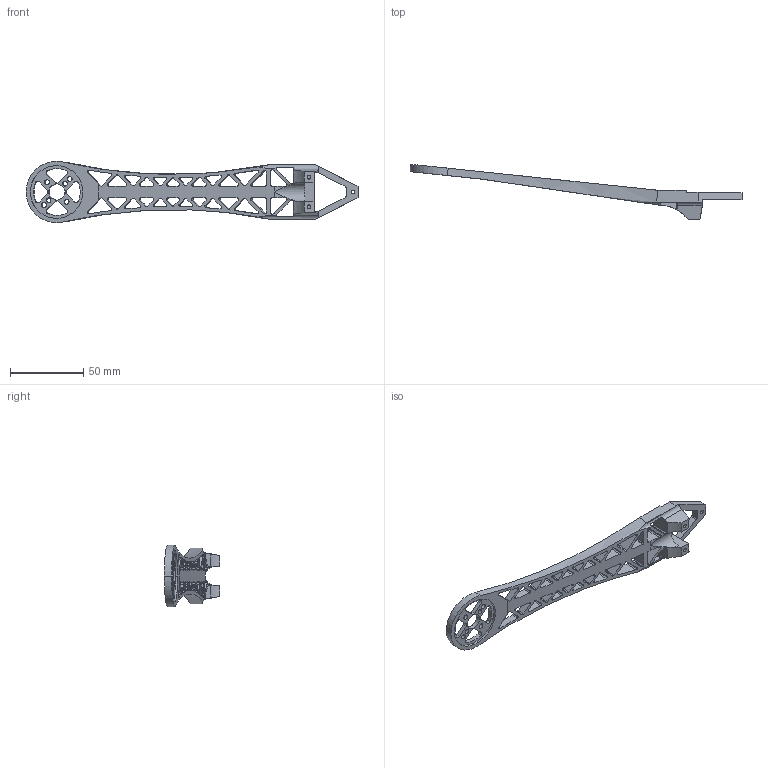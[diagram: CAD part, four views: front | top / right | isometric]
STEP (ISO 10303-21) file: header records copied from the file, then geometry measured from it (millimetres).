
FILE_DESCRIPTION (( 'STEP AP203' ), '1' );
FILE_NAME ('Arm_Predeterminado_sldprt.STEP', '2022-06-23T14:41:56', ( '' ), ( '' ), 'SwSTEP 2.0', 'SolidWorks 2020', '' );
FILE_SCHEMA (( 'CONFIG_CONTROL_DESIGN' ));
Length unit declared in the file: millimetre
Products named in the file (1): Arm_Predeterminado_sldprt
Bounding box: 226.59 x 37.77 x 41.92 mm (x, y, z)
Volume: 30581.2 mm3; surface area: 21464.3 mm2
Topology: 1 solids, 1 shells, 396 faces, 1201 edges, 803 vertices
Faces by surface type: cylinder 265, plane 131
Entity records: 14004 total; most frequent: CARTESIAN_POINT 3250, ORIENTED_EDGE 2402, DIRECTION 2130, EDGE_CURVE 1201, VERTEX_POINT 803, AXIS2_PLACEMENT_3D 752, LINE 626, VECTOR 626
